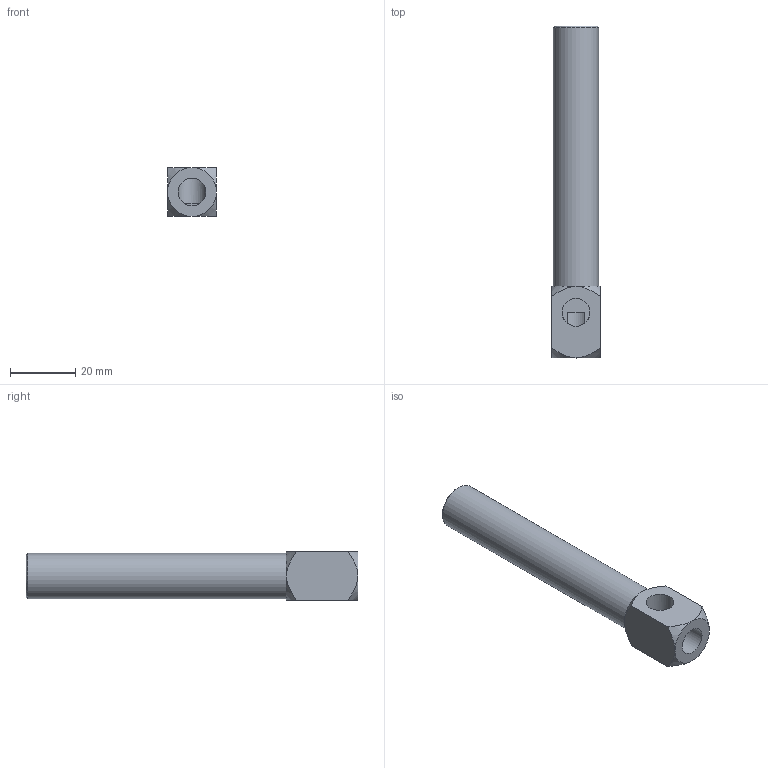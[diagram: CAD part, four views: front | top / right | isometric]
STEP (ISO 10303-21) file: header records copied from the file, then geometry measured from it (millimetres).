
FILE_DESCRIPTION( ( 'STEP AP214' ), '1' );
FILE_NAME( 'CA.GSE.14181880.stp', '2014-07-09T12:58:36', ( ' ' ), ( ' ' ), 'XStep 1.0', ' ', ' ' );
FILE_SCHEMA( ( 'CONFIG_CONTROL_DESIGN) ( )' ) );
Length unit declared in the file: metre
Products named in the file (2): Assem1; GSE.14.18.18.80
Bounding box: 15 x 102 x 15 mm (x, y, z)
Volume: 22270.9 mm3; surface area: 15110.8 mm2
Topology: 2 solids, 2 shells, 46 faces, 108 edges, 68 vertices
Faces by surface type: cone 20, plane 18, cylinder 8
Full cylindrical faces by diameter (mm): 8.566 x4, 10 x2, 14 x2
Entity records: 956 total; most frequent: CARTESIAN_POINT 274, DIRECTION 97, ORIENTED_EDGE 86, AXIS2_PLACEMENT_3D 45, EDGE_CURVE 43, EDGE_LOOP 32, VERTEX_POINT 30, FACE_OUTER_BOUND 27
